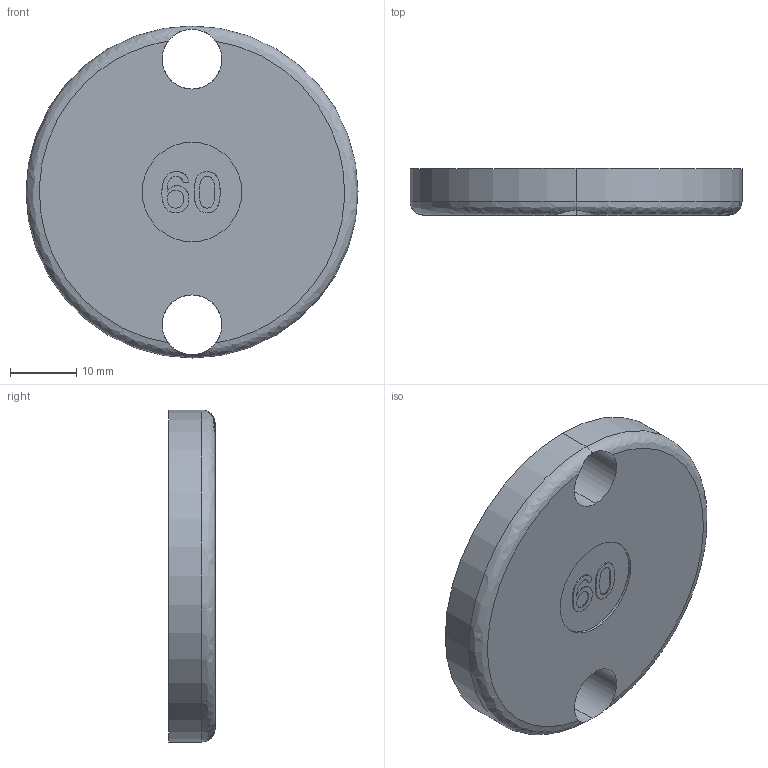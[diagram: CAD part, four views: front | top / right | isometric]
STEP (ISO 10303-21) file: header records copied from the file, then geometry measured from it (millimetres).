
FILE_DESCRIPTION (( 'STEP AP214' ), '1' );
FILE_NAME ('7410150', '2019-01-30T09:26:11', ( '' ), ('JUGARD+KÜNSTNER GmbH'), 'SwSTEP 2.0', 'SolidWorks 2017', '' );
FILE_SCHEMA (( 'AUTOMOTIVE_DESIGN' ));
Length unit declared in the file: millimetre
Products named in the file (1): 7410150
Bounding box: 50 x 7 x 50 mm (x, y, z)
Volume: 11780.6 mm3; surface area: 5284.1 mm2
Topology: 1 solids, 1 shells, 59 faces, 150 edges, 98 vertices
Faces by surface type: bspline 29, plane 20, cylinder 10
Entity records: 3626 total; most frequent: CARTESIAN_POINT 2165, ORIENTED_EDGE 300, DIRECTION 178, EDGE_CURVE 150, VERTEX_POINT 98, VECTOR 68, EDGE_LOOP 68, LINE 68
